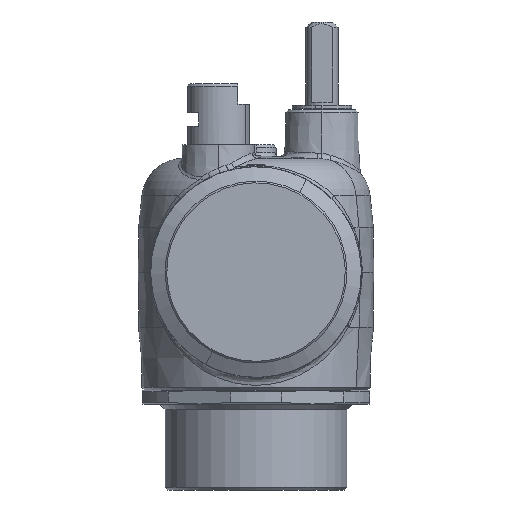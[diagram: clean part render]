
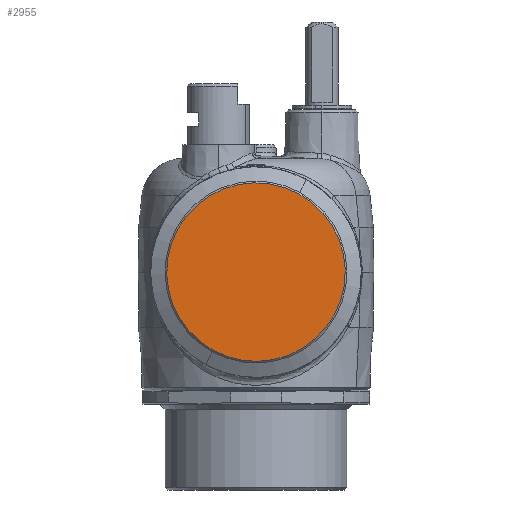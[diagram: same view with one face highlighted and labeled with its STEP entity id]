
A CAD part, left-side view. The second image highlights one B-rep face of the part: STEP entity #2955.
In plain terms, the highlighted planar face has unit normal (-1, 0, 0).
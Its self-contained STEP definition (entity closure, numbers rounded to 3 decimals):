
#2932=CARTESIAN_POINT('Axis2P3D Location',(-43.,0.,0.)) ;
#2937=CARTESIAN_POINT('Axis2P3D Location',(-43.,0.,0.)) ;
#2941=CARTESIAN_POINT('Vertex',(-43.,7.719,-14.129)) ;
#2943=CARTESIAN_POINT('Vertex',(-43.,-7.719,14.129)) ;
#2946=CARTESIAN_POINT('Axis2P3D Location',(-43.,0.,0.)) ;
#2933=DIRECTION('Axis2P3D Direction',(1.,0.,0.)) ;
#2934=DIRECTION('Axis2P3D XDirection',(0.,-1.,0.)) ;
#2938=DIRECTION('Axis2P3D Direction',(1.,0.,0.)) ;
#2947=DIRECTION('Axis2P3D Direction',(1.,0.,0.)) ;
#2935=AXIS2_PLACEMENT_3D('Plane Axis2P3D',#2932,#2933,#2934) ;
#2939=AXIS2_PLACEMENT_3D('Circle Axis2P3D',#2937,#2938,$) ;
#2948=AXIS2_PLACEMENT_3D('Circle Axis2P3D',#2946,#2947,$) ;
#2940=CIRCLE('generated circle',#2939,16.1) ;
#2949=CIRCLE('generated circle',#2948,16.1) ;
#2936=PLANE('',#2935) ;
#2945=EDGE_CURVE('',#2942,#2944,#2940,.T.) ;
#2950=EDGE_CURVE('',#2944,#2942,#2949,.T.) ;
#2952=ORIENTED_EDGE('',*,*,#2945,.F.) ;
#2953=ORIENTED_EDGE('',*,*,#2950,.F.) ;
#2951=EDGE_LOOP('',(#2952,#2953)) ;
#2942=VERTEX_POINT('',#2941) ;
#2944=VERTEX_POINT('',#2943) ;
#2955=ADVANCED_FACE('PartBody',(#2954),#2936,.F.) ;
#2954=FACE_OUTER_BOUND('',#2951,.T.) ;
